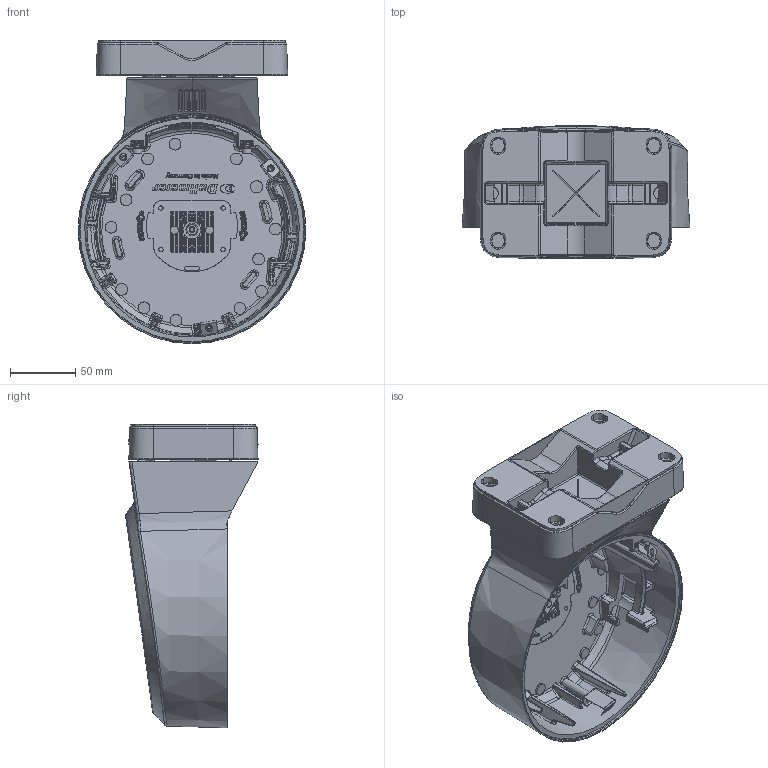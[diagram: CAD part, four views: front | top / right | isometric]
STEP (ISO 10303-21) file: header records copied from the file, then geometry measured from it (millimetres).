
FILE_DESCRIPTION (( 'STEP AP214' ), '1' );
FILE_NAME ('Domera Wall Mount.STEP', '2025-04-22T13:39:16', ( '' ), ( '' ), 'SwSTEP 2.0', 'SolidWorks 2024', '' );
FILE_SCHEMA (( 'AUTOMOTIVE_DESIGN' ));
Products named in the file (1): Domera Wall Mount
Bounding box: 174.96 x 102.01 x 233 mm (x, y, z)
Surface area: 198151.9 mm2 (no closed solid volume)
Topology: 0 solids, 60 shells, 1644 faces, 6432 edges, 4677 vertices
Faces by surface type: bspline 634, cylinder 458, plane 378, cone 84, torus 73, sphere 17
Full cylindrical faces by diameter (mm): 3.1 x2, 3.365 x4, 4 x1, 4.6 x1, 7 x2, 7.6 x1, 172 x1
Entity records: 115804 total; most frequent: CARTESIAN_POINT 72283, ORIENTED_EDGE 9344, DIRECTION 6527, EDGE_CURVE 6366, VERTEX_POINT 4669, B_SPLINE_CURVE_WITH_KNOTS 2544, AXIS2_PLACEMENT_3D 2234, LINE 2059
